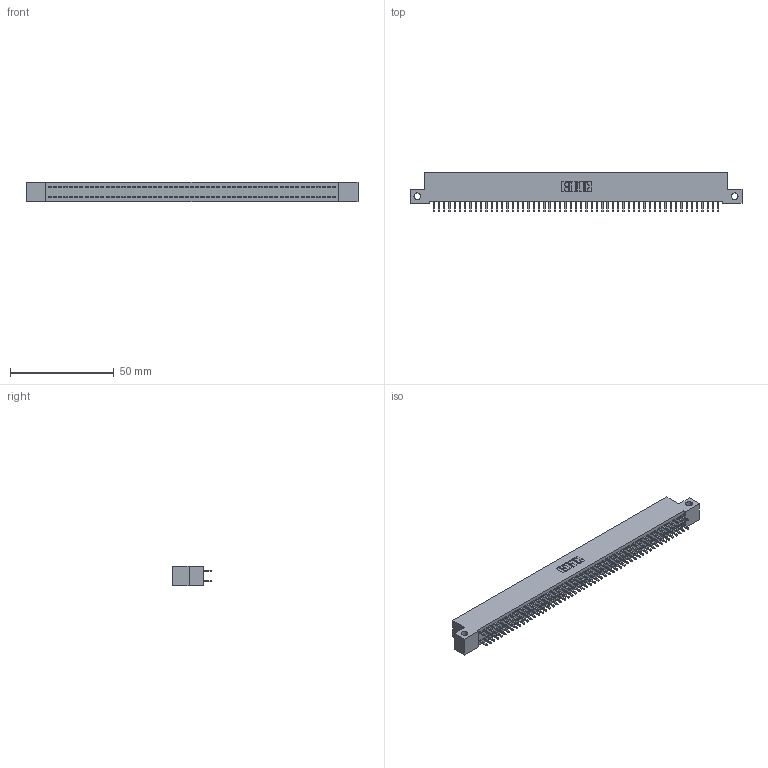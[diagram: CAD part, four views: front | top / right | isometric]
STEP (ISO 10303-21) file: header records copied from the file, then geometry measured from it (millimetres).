
FILE_DESCRIPTION (( 'STEP AP203' ), '1' );
FILE_NAME ('392-110-521-212.STEP', '2019-10-09T23:37:02', ( '' ), ( '' ), 'SwSTEP 2.0', 'SolidWorks 2016', '' );
FILE_SCHEMA (( 'CONFIG_CONTROL_DESIGN' ));
Length unit declared in the file: inch
Products named in the file (3): 342 Part_Side Mount; 345-292-001_345-293-121; 392-110-521-212
Assembly tree (111 placements, depth 2):
  392-110-521-212
    342 Part_Side Mount
    345-292-001_345-293-121  x110
Bounding box: 160.02 x 19.06 x 9.4 mm (x, y, z)
Volume: 14320.5 mm3; surface area: 23166.7 mm2
Topology: 111 solids, 111 shells, 5830 faces, 17349 edges, 11418 vertices
Faces by surface type: plane 4026, cylinder 1804
Entity records: 33591 total; most frequent: CARTESIAN_POINT 5550, ORIENTED_EDGE 5486, DIRECTION 4719, EDGE_CURVE 2743, VECTOR 2615, LINE 2615, VERTEX_POINT 1826, AXIS2_PLACEMENT_3D 1052
